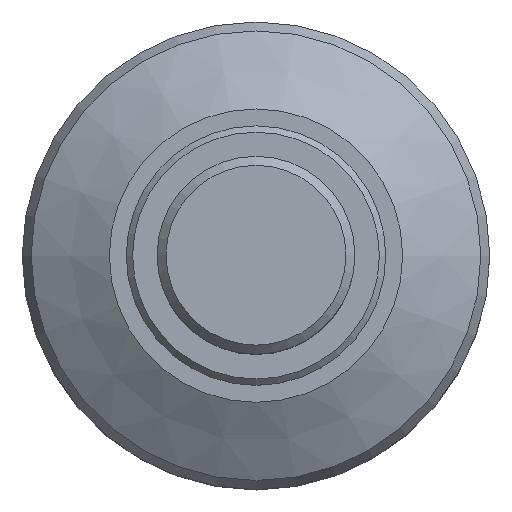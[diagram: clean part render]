
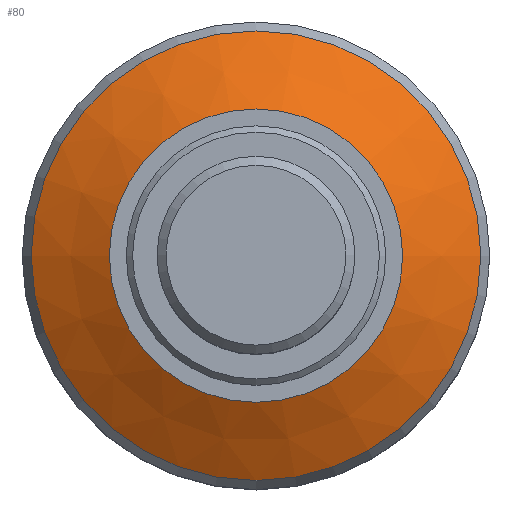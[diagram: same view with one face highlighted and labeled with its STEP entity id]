
A CAD part, top view. The second image highlights one B-rep face of the part: STEP entity #80.
In plain terms, the highlighted conical face has half-angle 59.991 degrees and reference radius 12.5 mm.
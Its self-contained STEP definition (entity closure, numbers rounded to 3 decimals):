
#61=CONICAL_SURFACE('',#281,12.5,59.991);
#80=ADVANCED_FACE('',(#110,#111),#61,.T.);
#110=FACE_BOUND('',#139,.T.);
#111=FACE_BOUND('',#140,.T.);
#139=EDGE_LOOP('',(#171));
#140=EDGE_LOOP('',(#172));
#171=ORIENTED_EDGE('',*,*,#211,.F.);
#172=ORIENTED_EDGE('',*,*,#210,.T.);
#194=VERTEX_POINT('',#401);
#195=VERTEX_POINT('',#404);
#210=EDGE_CURVE('',#194,#194,#226,.T.);
#211=EDGE_CURVE('',#195,#195,#227,.T.);
#226=CIRCLE('',#278,12.5);
#227=CIRCLE('',#280,8.155);
#278=AXIS2_PLACEMENT_3D('',#400,#336,#337);
#280=AXIS2_PLACEMENT_3D('',#403,#340,#341);
#281=AXIS2_PLACEMENT_3D('',#405,#342,#343);
#336=DIRECTION('',(0.,0.,1.));
#337=DIRECTION('',(1.,0.,0.));
#340=DIRECTION('',(0.,0.,1.));
#341=DIRECTION('',(1.,0.,0.));
#342=DIRECTION('',(0.,0.,-1.));
#343=DIRECTION('',(1.,0.,0.));
#400=CARTESIAN_POINT('',(0.,0.,-3.842));
#401=CARTESIAN_POINT('',(12.5,0.,-3.842));
#403=CARTESIAN_POINT('',(0.,0.,-1.333));
#404=CARTESIAN_POINT('',(8.155,0.,-1.333));
#405=CARTESIAN_POINT('',(0.,0.,-3.842));
